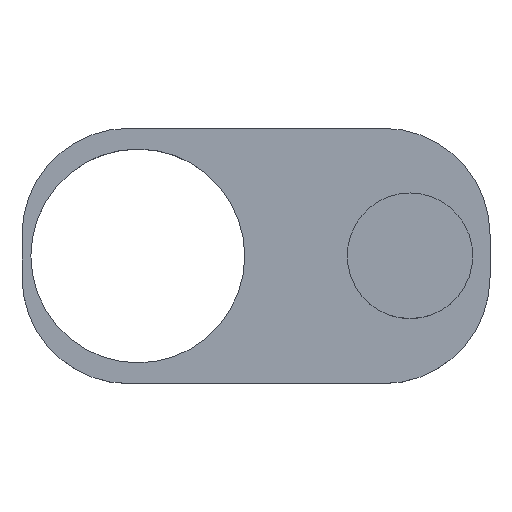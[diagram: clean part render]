
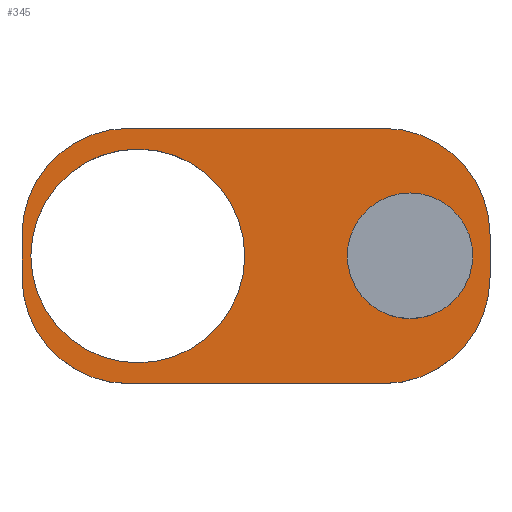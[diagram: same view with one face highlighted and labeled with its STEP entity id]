
A CAD part, top view. The second image highlights one B-rep face of the part: STEP entity #345.
In plain terms, the highlighted planar face has unit normal (0, 0, 1).
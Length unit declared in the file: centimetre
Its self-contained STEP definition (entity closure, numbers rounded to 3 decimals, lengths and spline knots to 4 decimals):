
#8 = VERTEX_POINT ( 'NONE', #224 ) ;
#9 = CARTESIAN_POINT ( 'NONE',  ( -1.5088, 0.0779, 0.5 ) ) ;
#15 = LINE ( 'NONE', #413, #216 ) ;
#17 = DIRECTION ( 'NONE',  ( 0., 0., 1. ) ) ;
#19 = CARTESIAN_POINT ( 'NONE',  ( 0.6494, 0.6779, 0.5 ) ) ;
#22 = VERTEX_POINT ( 'NONE', #101 ) ;
#25 = AXIS2_PLACEMENT_3D ( 'NONE', #257, #264, #423 ) ;
#29 = EDGE_CURVE ( 'NONE', #93, #22, #378, .T. ) ;
#31 = CARTESIAN_POINT ( 'NONE',  ( 0.6494, -0.0221, 0.5 ) ) ;
#33 = VECTOR ( 'NONE', #163, 100. ) ;
#37 = CARTESIAN_POINT ( 'NONE',  ( 0.1494, 0.1779, 0.5 ) ) ;
#42 = CARTESIAN_POINT ( 'NONE',  ( -1.5506, 0.1779, 0.5 ) ) ;
#49 = CARTESIAN_POINT ( 'NONE',  ( -1.0506, 0.1779, 0.5 ) ) ;
#52 = ORIENTED_EDGE ( 'NONE', *, *, #29, .T. ) ;
#58 = VECTOR ( 'NONE', #465, 100. ) ;
#60 = AXIS2_PLACEMENT_3D ( 'NONE', #495, #497, #296 ) ;
#65 = AXIS2_PLACEMENT_3D ( 'NONE', #220, #17, #94 ) ;
#72 = DIRECTION ( 'NONE',  ( 0., 0., 1. ) ) ;
#75 = CIRCLE ( 'NONE', #201, 0.5 ) ;
#76 = DIRECTION ( 'NONE',  ( 1., 0., 0. ) ) ;
#86 = VERTEX_POINT ( 'NONE', #234 ) ;
#88 = CARTESIAN_POINT ( 'NONE',  ( -1.0506, 0.6779, 0.5 ) ) ;
#93 = VERTEX_POINT ( 'NONE', #31 ) ;
#94 = DIRECTION ( 'NONE',  ( 1., 0., 0. ) ) ;
#101 = CARTESIAN_POINT ( 'NONE',  ( 0.6494, 0.1779, 0.5 ) ) ;
#107 = AXIS2_PLACEMENT_3D ( 'NONE', #205, #72, #158 ) ;
#110 = DIRECTION ( 'NONE',  ( 0., 0., 1. ) ) ;
#113 = CIRCLE ( 'NONE', #60, 0.2951 ) ;
#114 = ORIENTED_EDGE ( 'NONE', *, *, #237, .T. ) ;
#119 = DIRECTION ( 'NONE',  ( 1., 0., 0. ) ) ;
#121 = EDGE_CURVE ( 'NONE', #22, #402, #523, .T. ) ;
#137 = DIRECTION ( 'NONE',  ( 1., 0., 0. ) ) ;
#154 = DIRECTION ( 'NONE',  ( 0., 0., 1. ) ) ;
#155 = CIRCLE ( 'NONE', #172, 0.5 ) ;
#156 = EDGE_CURVE ( 'NONE', #244, #8, #455, .T. ) ;
#158 = DIRECTION ( 'NONE',  ( 1., 0., 0. ) ) ;
#163 = DIRECTION ( 'NONE',  ( -1., 0., 0. ) ) ;
#168 = ORIENTED_EDGE ( 'NONE', *, *, #341, .F. ) ;
#172 = AXIS2_PLACEMENT_3D ( 'NONE', #397, #362, #119 ) ;
#175 = EDGE_CURVE ( 'NONE', #86, #93, #155, .T. ) ;
#180 = FACE_BOUND ( 'NONE', #311, .T. ) ;
#183 = EDGE_CURVE ( 'NONE', #8, #86, #531, .T. ) ;
#193 = VERTEX_POINT ( 'NONE', #42 ) ;
#201 = AXIS2_PLACEMENT_3D ( 'NONE', #49, #338, #137 ) ;
#205 = CARTESIAN_POINT ( 'NONE',  ( -1.0506, -0.0221, 0.5 ) ) ;
#206 = CARTESIAN_POINT ( 'NONE',  ( -1.0061, 0.0779, 0.5 ) ) ;
#216 = VECTOR ( 'NONE', #246, 100. ) ;
#220 = CARTESIAN_POINT ( 'NONE',  ( 0., 0., 0.5 ) ) ;
#224 = CARTESIAN_POINT ( 'NONE',  ( -1.0506, -0.5221, 0.5 ) ) ;
#234 = CARTESIAN_POINT ( 'NONE',  ( 0.1494, -0.5221, 0.5 ) ) ;
#237 = EDGE_CURVE ( 'NONE', #193, #244, #15, .T. ) ;
#244 = VERTEX_POINT ( 'NONE', #484 ) ;
#246 = DIRECTION ( 'NONE',  ( 0., -1., 0. ) ) ;
#248 = DIRECTION ( 'NONE',  ( 1., 0., 0. ) ) ;
#253 = ORIENTED_EDGE ( 'NONE', *, *, #183, .T. ) ;
#255 = ORIENTED_EDGE ( 'NONE', *, *, #351, .F. ) ;
#257 = CARTESIAN_POINT ( 'NONE',  ( -1.0061, 0.0779, 0.5 ) ) ;
#264 = DIRECTION ( 'NONE',  ( 0., 0., 1. ) ) ;
#269 = EDGE_CURVE ( 'NONE', #420, #441, #320, .T. ) ;
#278 = ORIENTED_EDGE ( 'NONE', *, *, #156, .T. ) ;
#296 = DIRECTION ( 'NONE',  ( 1., 0., 0. ) ) ;
#311 = EDGE_LOOP ( 'NONE', ( #499, #168 ) ) ;
#320 = CIRCLE ( 'NONE', #436, 0.2951 ) ;
#321 = ORIENTED_EDGE ( 'NONE', *, *, #471, .T. ) ;
#322 = VERTEX_POINT ( 'NONE', #375 ) ;
#329 = VECTOR ( 'NONE', #356, 100. ) ;
#330 = EDGE_LOOP ( 'NONE', ( #470, #255 ) ) ;
#331 = DIRECTION ( 'NONE',  ( 0., 0., 1. ) ) ;
#332 = CARTESIAN_POINT ( 'NONE',  ( 0.2734, 0.0779, 0.5 ) ) ;
#337 = VERTEX_POINT ( 'NONE', #88 ) ;
#338 = DIRECTION ( 'NONE',  ( 0., 0., 1. ) ) ;
#341 = EDGE_CURVE ( 'NONE', #437, #322, #506, .T. ) ;
#345 = ADVANCED_FACE ( 'NONE', ( #393, #180, #479 ), #460, .T. ) ;
#347 = CIRCLE ( 'NONE', #349, 0.5027 ) ;
#349 = AXIS2_PLACEMENT_3D ( 'NONE', #206, #110, #398 ) ;
#351 = EDGE_CURVE ( 'NONE', #441, #420, #113, .T. ) ;
#356 = DIRECTION ( 'NONE',  ( 1., 0., 0. ) ) ;
#362 = DIRECTION ( 'NONE',  ( 0., 0., 1. ) ) ;
#375 = CARTESIAN_POINT ( 'NONE',  ( -0.5035, 0.0779, 0.5 ) ) ;
#377 = EDGE_CURVE ( 'NONE', #337, #193, #75, .T. ) ;
#378 = LINE ( 'NONE', #19, #58 ) ;
#381 = CARTESIAN_POINT ( 'NONE',  ( 0.1494, 0.6779, 0.5 ) ) ;
#392 = AXIS2_PLACEMENT_3D ( 'NONE', #37, #154, #76 ) ;
#393 = FACE_BOUND ( 'NONE', #330, .T. ) ;
#397 = CARTESIAN_POINT ( 'NONE',  ( 0.1494, -0.0221, 0.5 ) ) ;
#398 = DIRECTION ( 'NONE',  ( 1., 0., 0. ) ) ;
#402 = VERTEX_POINT ( 'NONE', #381 ) ;
#403 = ORIENTED_EDGE ( 'NONE', *, *, #121, .T. ) ;
#413 = CARTESIAN_POINT ( 'NONE',  ( -1.5506, 0.6779, 0.5 ) ) ;
#420 = VERTEX_POINT ( 'NONE', #424 ) ;
#423 = DIRECTION ( 'NONE',  ( 1., 0., 0. ) ) ;
#424 = CARTESIAN_POINT ( 'NONE',  ( -0.0217, 0.0779, 0.5 ) ) ;
#427 = EDGE_LOOP ( 'NONE', ( #321, #482, #114, #278, #253, #469, #52, #403 ) ) ;
#436 = AXIS2_PLACEMENT_3D ( 'NONE', #332, #331, #248 ) ;
#437 = VERTEX_POINT ( 'NONE', #9 ) ;
#441 = VERTEX_POINT ( 'NONE', #457 ) ;
#443 = CARTESIAN_POINT ( 'NONE',  ( -1.5506, 0.6779, 0.5 ) ) ;
#455 = CIRCLE ( 'NONE', #107, 0.5 ) ;
#457 = CARTESIAN_POINT ( 'NONE',  ( 0.5685, 0.0779, 0.5 ) ) ;
#460 = PLANE ( 'NONE',  #65 ) ;
#465 = DIRECTION ( 'NONE',  ( 0., 1., 0. ) ) ;
#469 = ORIENTED_EDGE ( 'NONE', *, *, #175, .T. ) ;
#470 = ORIENTED_EDGE ( 'NONE', *, *, #269, .F. ) ;
#471 = EDGE_CURVE ( 'NONE', #402, #337, #498, .T. ) ;
#475 = CARTESIAN_POINT ( 'NONE',  ( -1.5506, -0.5221, 0.5 ) ) ;
#479 = FACE_OUTER_BOUND ( 'NONE', #427, .T. ) ;
#482 = ORIENTED_EDGE ( 'NONE', *, *, #377, .T. ) ;
#484 = CARTESIAN_POINT ( 'NONE',  ( -1.5506, -0.0221, 0.5 ) ) ;
#495 = CARTESIAN_POINT ( 'NONE',  ( 0.2734, 0.0779, 0.5 ) ) ;
#497 = DIRECTION ( 'NONE',  ( 0., 0., 1. ) ) ;
#498 = LINE ( 'NONE', #443, #33 ) ;
#499 = ORIENTED_EDGE ( 'NONE', *, *, #513, .F. ) ;
#506 = CIRCLE ( 'NONE', #25, 0.5027 ) ;
#513 = EDGE_CURVE ( 'NONE', #322, #437, #347, .T. ) ;
#523 = CIRCLE ( 'NONE', #392, 0.5 ) ;
#531 = LINE ( 'NONE', #475, #329 ) ;
